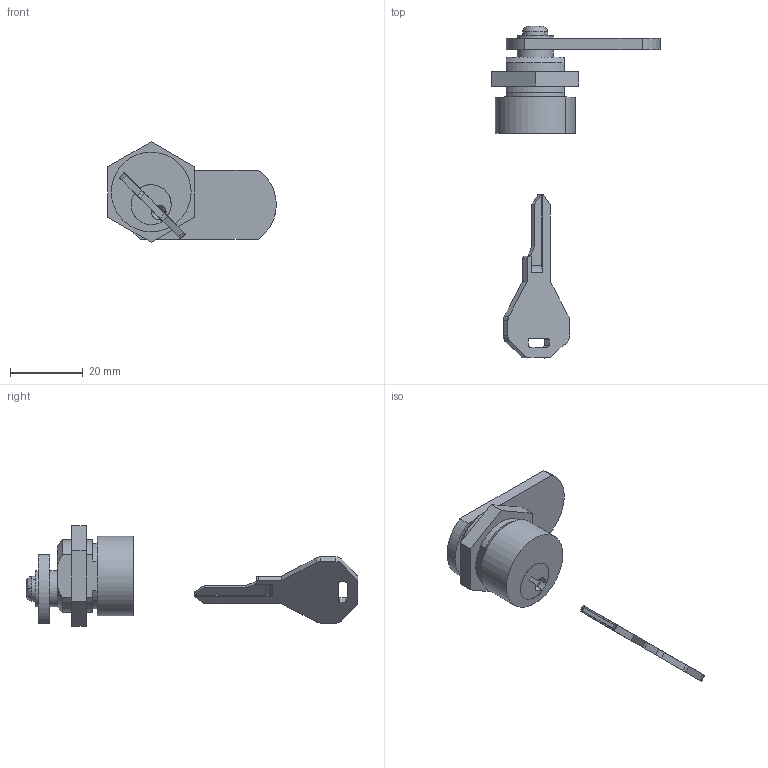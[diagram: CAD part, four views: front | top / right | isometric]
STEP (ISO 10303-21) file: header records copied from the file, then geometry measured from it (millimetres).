
FILE_DESCRIPTION((''),'2;1');
FILE_NAME('','2006-02-22T16:03:15',(''),(''),'','CADfix','');
FILE_SCHEMA(('AUTOMOTIVE_DESIGN'));
Length unit declared in the file: millimetre
Products named in the file (6): screw; nut; lock; key; cam; TL_123_001_19820_36
Assembly tree (5 placements, depth 2):
  TL_123_001_19820_36
    screw
    nut
    lock
    key
    cam
Bounding box: 46.5 x 91.5 x 27.71 mm (x, y, z)
Volume: 10847.9 mm3; surface area: 7226.9 mm2
Topology: 5 solids, 6 shells, 140 faces, 415 edges, 290 vertices
Faces by surface type: bspline 140
Entity records: 5533 total; most frequent: CARTESIAN_POINT 2886, ORIENTED_EDGE 830, EDGE_CURVE 415, VERTEX_POINT 290, QUASI_UNIFORM_CURVE 260, B_SPLINE_CURVE_WITH_KNOTS 155, EDGE_LOOP 150, FACE_OUTER_BOUND 140
